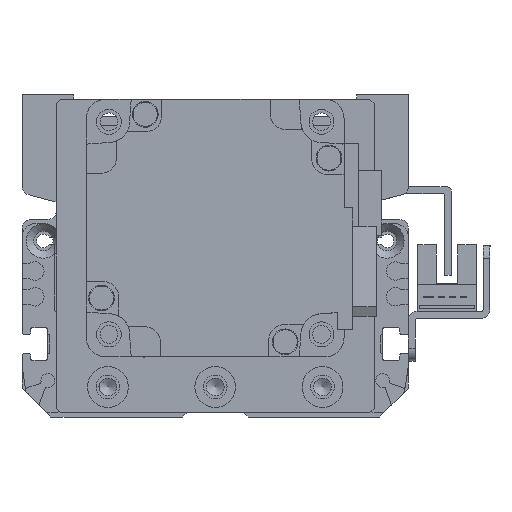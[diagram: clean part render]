
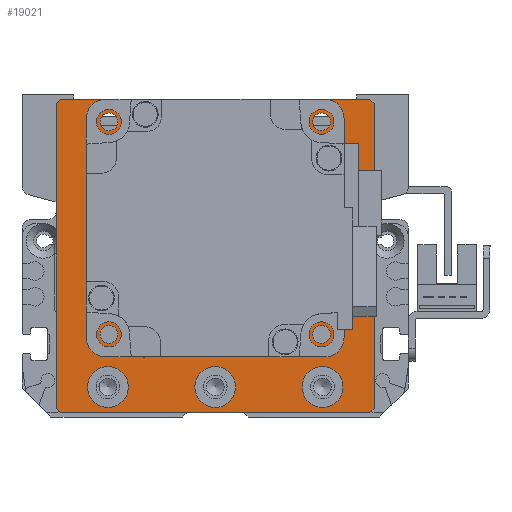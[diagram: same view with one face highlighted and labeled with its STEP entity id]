
A CAD part, left-side view. The second image highlights one B-rep face of the part: STEP entity #19021.
In plain terms, the highlighted face is planar.
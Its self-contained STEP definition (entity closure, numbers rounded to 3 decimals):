
#503=FACE_BOUND('',#3461,.T.);
#504=FACE_BOUND('',#3462,.T.);
#505=FACE_BOUND('',#3463,.T.);
#506=FACE_BOUND('',#3464,.T.);
#507=FACE_BOUND('',#3465,.T.);
#508=FACE_BOUND('',#3466,.T.);
#509=FACE_BOUND('',#3467,.T.);
#510=FACE_BOUND('',#3468,.T.);
#909=PLANE('',#21074);
#2218=FACE_OUTER_BOUND('',#3460,.T.);
#3460=EDGE_LOOP('',(#16161,#16162,#16163,#16164,#16165,#16166,#16167,#16168));
#3461=EDGE_LOOP('',(#16169));
#3462=EDGE_LOOP('',(#16170));
#3463=EDGE_LOOP('',(#16171));
#3464=EDGE_LOOP('',(#16172));
#3465=EDGE_LOOP('',(#16173));
#3466=EDGE_LOOP('',(#16174));
#3467=EDGE_LOOP('',(#16175));
#3468=EDGE_LOOP('',(#16176));
#4976=LINE('',#31463,#6634);
#4982=LINE('',#31474,#6640);
#4989=LINE('',#31509,#6647);
#4992=LINE('',#31514,#6650);
#4998=LINE('',#31535,#6656);
#5001=LINE('',#31540,#6659);
#5002=LINE('',#31543,#6660);
#5010=LINE('',#31582,#6668);
#6634=VECTOR('',#25195,10.);
#6640=VECTOR('',#25203,10.);
#6647=VECTOR('',#25234,10.);
#6650=VECTOR('',#25239,10.);
#6656=VECTOR('',#25263,10.);
#6659=VECTOR('',#25268,10.);
#6660=VECTOR('',#25271,10.);
#6668=VECTOR('',#25321,10.);
#7934=CIRCLE('',#21043,4.75);
#7937=CIRCLE('',#21049,4.75);
#7940=CIRCLE('',#21055,4.75);
#7942=CIRCLE('',#21061,2.067);
#7943=CIRCLE('',#21063,2.067);
#7944=CIRCLE('',#21065,2.067);
#7945=CIRCLE('',#21067,2.067);
#7948=CIRCLE('',#21072,25.);
#9389=VERTEX_POINT('',#31461);
#9390=VERTEX_POINT('',#31462);
#9394=VERTEX_POINT('',#31472);
#9410=VERTEX_POINT('',#31508);
#9411=VERTEX_POINT('',#31512);
#9417=VERTEX_POINT('',#31534);
#9418=VERTEX_POINT('',#31538);
#9419=VERTEX_POINT('',#31542);
#9422=VERTEX_POINT('',#31551);
#9425=VERTEX_POINT('',#31562);
#9428=VERTEX_POINT('',#31573);
#9430=VERTEX_POINT('',#31584);
#9431=VERTEX_POINT('',#31588);
#9432=VERTEX_POINT('',#31592);
#9433=VERTEX_POINT('',#31596);
#9436=VERTEX_POINT('',#31605);
#11729=EDGE_CURVE('',#9389,#9390,#4976,.T.);
#11735=EDGE_CURVE('',#9389,#9394,#4982,.T.);
#11752=EDGE_CURVE('',#9410,#9394,#4989,.T.);
#11755=EDGE_CURVE('',#9410,#9411,#4992,.T.);
#11764=EDGE_CURVE('',#9417,#9411,#4998,.T.);
#11767=EDGE_CURVE('',#9417,#9418,#5001,.T.);
#11768=EDGE_CURVE('',#9419,#9418,#5002,.T.);
#11772=EDGE_CURVE('',#9422,#9422,#7934,.T.);
#11777=EDGE_CURVE('',#9425,#9425,#7937,.T.);
#11782=EDGE_CURVE('',#9428,#9428,#7940,.T.);
#11786=EDGE_CURVE('',#9419,#9390,#5010,.T.);
#11787=EDGE_CURVE('',#9430,#9430,#7942,.T.);
#11789=EDGE_CURVE('',#9431,#9431,#7943,.T.);
#11791=EDGE_CURVE('',#9432,#9432,#7944,.T.);
#11793=EDGE_CURVE('',#9433,#9433,#7945,.T.);
#11797=EDGE_CURVE('',#9436,#9436,#7948,.T.);
#16161=ORIENTED_EDGE('',*,*,#11729,.F.);
#16162=ORIENTED_EDGE('',*,*,#11735,.T.);
#16163=ORIENTED_EDGE('',*,*,#11752,.F.);
#16164=ORIENTED_EDGE('',*,*,#11755,.T.);
#16165=ORIENTED_EDGE('',*,*,#11764,.F.);
#16166=ORIENTED_EDGE('',*,*,#11767,.T.);
#16167=ORIENTED_EDGE('',*,*,#11768,.F.);
#16168=ORIENTED_EDGE('',*,*,#11786,.T.);
#16169=ORIENTED_EDGE('',*,*,#11772,.T.);
#16170=ORIENTED_EDGE('',*,*,#11777,.T.);
#16171=ORIENTED_EDGE('',*,*,#11782,.T.);
#16172=ORIENTED_EDGE('',*,*,#11787,.T.);
#16173=ORIENTED_EDGE('',*,*,#11789,.T.);
#16174=ORIENTED_EDGE('',*,*,#11791,.T.);
#16175=ORIENTED_EDGE('',*,*,#11793,.T.);
#16176=ORIENTED_EDGE('',*,*,#11797,.T.);
#19021=ADVANCED_FACE('',(#2218,#503,#504,#505,#506,#507,#508,#509,#510),
#909,.T.);
#21043=AXIS2_PLACEMENT_3D('',#31552,#25281,#25282);
#21049=AXIS2_PLACEMENT_3D('',#31563,#25295,#25296);
#21055=AXIS2_PLACEMENT_3D('',#31574,#25309,#25310);
#21061=AXIS2_PLACEMENT_3D('',#31585,#25324,#25325);
#21063=AXIS2_PLACEMENT_3D('',#31589,#25329,#25330);
#21065=AXIS2_PLACEMENT_3D('',#31593,#25334,#25335);
#21067=AXIS2_PLACEMENT_3D('',#31597,#25339,#25340);
#21072=AXIS2_PLACEMENT_3D('',#31606,#25350,#25351);
#21074=AXIS2_PLACEMENT_3D('',#31610,#25356,#25357);
#25195=DIRECTION('',(0.707,-0.707,0.));
#25203=DIRECTION('',(-1.,0.,0.));
#25234=DIRECTION('',(0.707,0.707,0.));
#25239=DIRECTION('',(0.,-1.,0.));
#25263=DIRECTION('',(-0.707,0.707,0.));
#25268=DIRECTION('',(1.,0.,0.));
#25271=DIRECTION('',(-0.707,-0.707,0.));
#25281=DIRECTION('center_axis',(0.,0.,-1.));
#25282=DIRECTION('ref_axis',(1.,0.,0.));
#25295=DIRECTION('center_axis',(0.,0.,-1.));
#25296=DIRECTION('ref_axis',(1.,0.,0.));
#25309=DIRECTION('center_axis',(0.,0.,-1.));
#25310=DIRECTION('ref_axis',(1.,0.,0.));
#25321=DIRECTION('',(0.,1.,0.));
#25324=DIRECTION('center_axis',(0.,0.,-1.));
#25325=DIRECTION('ref_axis',(1.,0.,0.));
#25329=DIRECTION('center_axis',(0.,0.,-1.));
#25330=DIRECTION('ref_axis',(1.,0.,0.));
#25334=DIRECTION('center_axis',(0.,0.,-1.));
#25335=DIRECTION('ref_axis',(1.,0.,0.));
#25339=DIRECTION('center_axis',(0.,0.,-1.));
#25340=DIRECTION('ref_axis',(1.,0.,0.));
#25350=DIRECTION('center_axis',(0.,0.,-1.));
#25351=DIRECTION('ref_axis',(1.,0.,0.));
#25356=DIRECTION('center_axis',(0.,0.,1.));
#25357=DIRECTION('ref_axis',(1.,0.,0.));
#31461=CARTESIAN_POINT('',(36.,37.5,59.));
#31462=CARTESIAN_POINT('',(37.,36.5,59.));
#31463=CARTESIAN_POINT('',(36.625,36.875,59.));
#31472=CARTESIAN_POINT('',(-36.,37.5,59.));
#31474=CARTESIAN_POINT('',(37.,37.5,59.));
#31508=CARTESIAN_POINT('',(-37.,36.5,59.));
#31509=CARTESIAN_POINT('',(-36.625,36.875,59.));
#31512=CARTESIAN_POINT('',(-37.,-34.5,59.));
#31514=CARTESIAN_POINT('',(-37.,35.5,59.));
#31534=CARTESIAN_POINT('',(-36.,-35.5,59.));
#31535=CARTESIAN_POINT('',(-36.125,-35.375,59.));
#31538=CARTESIAN_POINT('',(36.,-35.5,59.));
#31540=CARTESIAN_POINT('',(-37.,-35.5,59.));
#31542=CARTESIAN_POINT('',(37.,-34.5,59.));
#31543=CARTESIAN_POINT('',(36.125,-35.375,59.));
#31551=CARTESIAN_POINT('',(-29.75,-29.5,59.));
#31552=CARTESIAN_POINT('Origin',(-25.,-29.5,59.));
#31562=CARTESIAN_POINT('',(-4.75,-29.5,59.));
#31563=CARTESIAN_POINT('Origin',(0.,-29.5,59.));
#31573=CARTESIAN_POINT('',(20.25,-29.5,59.));
#31574=CARTESIAN_POINT('Origin',(25.,-29.5,59.));
#31582=CARTESIAN_POINT('',(37.,-35.5,59.));
#31584=CARTESIAN_POINT('',(-26.816,-17.249,59.));
#31585=CARTESIAN_POINT('Origin',(-24.749,-17.249,59.));
#31588=CARTESIAN_POINT('',(-26.816,32.249,59.));
#31589=CARTESIAN_POINT('Origin',(-24.749,32.249,59.));
#31592=CARTESIAN_POINT('',(22.682,32.249,59.));
#31593=CARTESIAN_POINT('Origin',(24.749,32.249,59.));
#31596=CARTESIAN_POINT('',(22.682,-17.249,59.));
#31597=CARTESIAN_POINT('Origin',(24.749,-17.249,59.));
#31605=CARTESIAN_POINT('',(-25.,7.5,59.));
#31606=CARTESIAN_POINT('Origin',(0.,7.5,59.));
#31610=CARTESIAN_POINT('Origin',(0.,0.,
59.));
